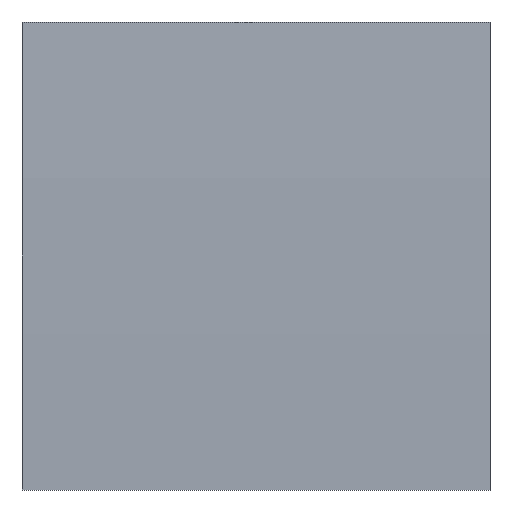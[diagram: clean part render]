
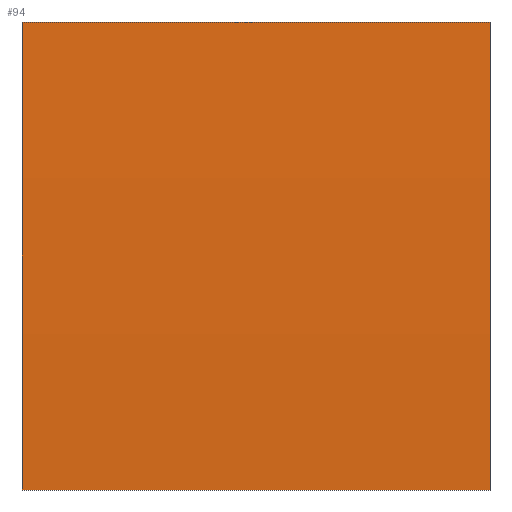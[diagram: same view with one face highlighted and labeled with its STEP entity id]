
A CAD part, left-side view. The second image highlights one B-rep face of the part: STEP entity #94.
In plain terms, the highlighted cylindrical face has radius 137.55 mm (diameter 275.1 mm), a partial arc.
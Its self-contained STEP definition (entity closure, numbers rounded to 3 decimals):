
#1 = EDGE_CURVE ( 'NONE', #39, #191, #70, .T. ) ;
#6 = LINE ( 'NONE', #83, #196 ) ;
#8 = DIRECTION ( 'NONE',  ( 0., -1., 0. ) ) ;
#18 = EDGE_LOOP ( 'NONE', ( #49, #173, #54, #81 ) ) ;
#20 = EDGE_CURVE ( 'NONE', #202, #39, #119, .T. ) ;
#23 = DIRECTION ( 'NONE',  ( 0., -1., 0. ) ) ;
#31 = CARTESIAN_POINT ( 'NONE',  ( -133.104, 10., 5. ) ) ;
#32 = DIRECTION ( 'NONE',  ( 0., 0., -1. ) ) ;
#36 = DIRECTION ( 'NONE',  ( 0., 0., 1. ) ) ;
#39 = VERTEX_POINT ( 'NONE', #79 ) ;
#49 = ORIENTED_EDGE ( 'NONE', *, *, #149, .T. ) ;
#51 = CARTESIAN_POINT ( 'NONE',  ( -133.104, 10., -5. ) ) ;
#54 = ORIENTED_EDGE ( 'NONE', *, *, #20, .F. ) ;
#66 = DIRECTION ( 'NONE',  ( 0., 1., 0. ) ) ;
#70 = LINE ( 'NONE', #31, #120 ) ;
#79 = CARTESIAN_POINT ( 'NONE',  ( -133.104, 10., 5. ) ) ;
#81 = ORIENTED_EDGE ( 'NONE', *, *, #138, .T. ) ;
#83 = CARTESIAN_POINT ( 'NONE',  ( -133.104, 10., -5. ) ) ;
#90 = DIRECTION ( 'NONE',  ( 0., 0., 1. ) ) ;
#91 = CIRCLE ( 'NONE', #100, 137.55 ) ;
#94 = ADVANCED_FACE ( 'NONE', ( #145 ), #172, .T. ) ;
#100 = AXIS2_PLACEMENT_3D ( 'NONE', #148, #66, #90 ) ;
#113 = DIRECTION ( 'NONE',  ( 0., 1., 0. ) ) ;
#119 = CIRCLE ( 'NONE', #171, 137.55 ) ;
#120 = VECTOR ( 'NONE', #8, 1000. ) ;
#121 = DIRECTION ( 'NONE',  ( 0., -1., 0. ) ) ;
#126 = CARTESIAN_POINT ( 'NONE',  ( 4.355, 10., 0. ) ) ;
#130 = CARTESIAN_POINT ( 'NONE',  ( -133.104, 0., -5. ) ) ;
#138 = EDGE_CURVE ( 'NONE', #202, #195, #6, .T. ) ;
#141 = CARTESIAN_POINT ( 'NONE',  ( -133.104, 0., 5. ) ) ;
#144 = CARTESIAN_POINT ( 'NONE',  ( 4.355, 10., 0. ) ) ;
#145 = FACE_OUTER_BOUND ( 'NONE', #18, .T. ) ;
#148 = CARTESIAN_POINT ( 'NONE',  ( 4.355, 0., 0. ) ) ;
#149 = EDGE_CURVE ( 'NONE', #195, #191, #91, .T. ) ;
#171 = AXIS2_PLACEMENT_3D ( 'NONE', #144, #113, #36 ) ;
#172 = CYLINDRICAL_SURFACE ( 'NONE', #190, 137.55 ) ;
#173 = ORIENTED_EDGE ( 'NONE', *, *, #1, .F. ) ;
#190 = AXIS2_PLACEMENT_3D ( 'NONE', #126, #23, #32 ) ;
#191 = VERTEX_POINT ( 'NONE', #141 ) ;
#195 = VERTEX_POINT ( 'NONE', #130 ) ;
#196 = VECTOR ( 'NONE', #121, 1000. ) ;
#202 = VERTEX_POINT ( 'NONE', #51 ) ;
